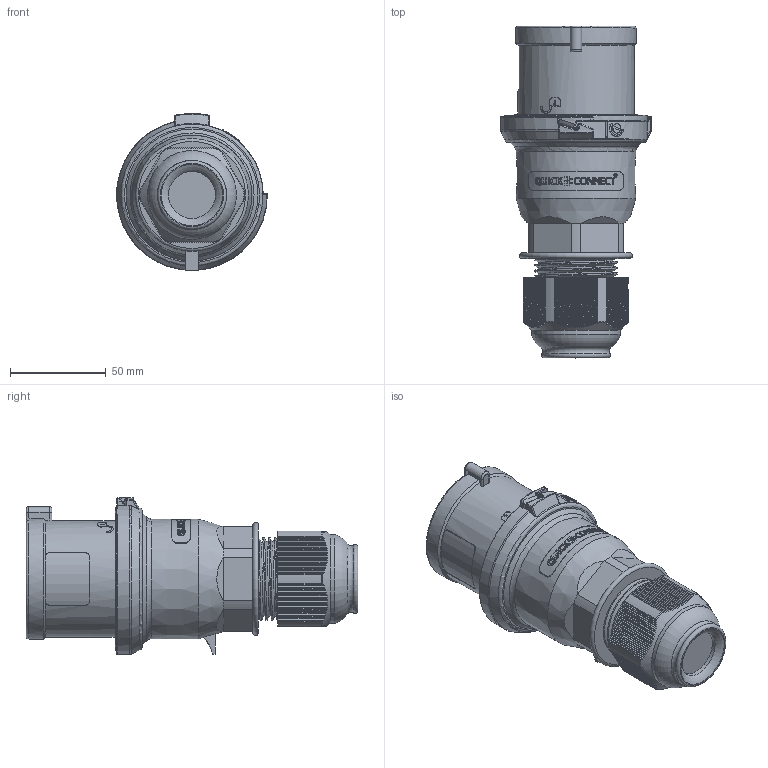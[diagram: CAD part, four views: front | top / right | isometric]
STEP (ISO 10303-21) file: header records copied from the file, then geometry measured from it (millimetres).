
FILE_DESCRIPTION(/* description */ (''),/* implementation_level */ '2;1');
FILE_NAME(/* name */ '227.stp',/* time_stamp */ '2023-09-07T09:24:54+02:00',/* author */ ('massmann'),/* organization */ (''),/* preprocessor_version */ 'ST-DEVELOPER v17',/* originating_system */ 'Autodesk Inventor 2018',/* authorisation */ '');
FILE_SCHEMA (('AUTOMOTIVE_DESIGN { 1 0 10303 214 3 1 1 }'));
Length unit declared in the file: millimetre
Products named in the file (1): 227
Bounding box: 78.87 x 173.5 x 82.09 mm (x, y, z)
Volume: 343442.6 mm3; surface area: 63521.1 mm2
Topology: 1 solids, 1 shells, 2407 faces, 6924 edges, 4600 vertices
Faces by surface type: bspline 1512, plane 676, cylinder 155, torus 36, cone 17, sphere 11
Full cylindrical faces by diameter (mm): 0.316 x1, 0.507 x1, 6 x5, 8 x1, 24.5 x1, 28 x1, 29 x1, 39.212 x3, 43.251 x3, 46.5 x1, 57.2 x1, 60.8 x1, 74.5 x1
Entity records: 105186 total; most frequent: CARTESIAN_POINT 50673, ORIENTED_EDGE 13844, EDGE_CURVE 6922, DIRECTION 5826, VERTEX_POINT 4600, B_SPLINE_CURVE_WITH_KNOTS 3119, LINE 3000, VECTOR 3000
